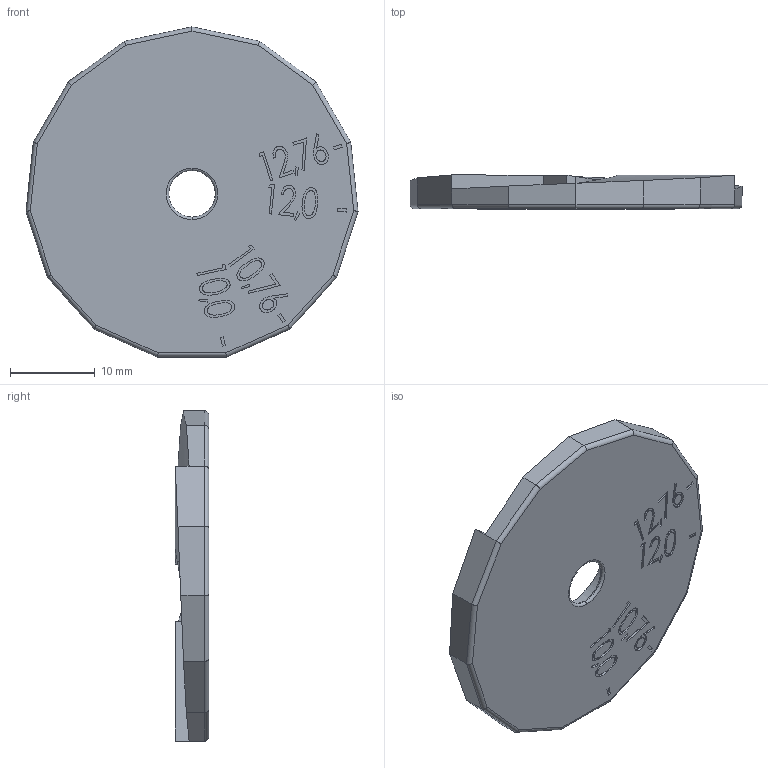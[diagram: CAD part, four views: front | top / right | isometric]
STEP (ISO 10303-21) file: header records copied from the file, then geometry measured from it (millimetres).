
FILE_DESCRIPTION (( 'STEP AP203' ), '1' );
FILE_NAME ('A19_25-F10_F13.STEP', '2019-08-15T07:21:15', ( '' ), ( '' ), 'SwSTEP 2.0', 'SolidWorks 2019', '' );
FILE_SCHEMA (( 'CONFIG_CONTROL_DESIGN' ));
Length unit declared in the file: millimetre
Products named in the file (1): A19_25-F10_F13
Bounding box: 39.28 x 3.98 x 39.07 mm (x, y, z)
Volume: 3524.8 mm3; surface area: 2880.6 mm2
Topology: 1 solids, 1 shells, 225 faces, 564 edges, 368 vertices
Faces by surface type: plane 133, bspline 69, cylinder 17, torus 4, cone 2
Entity records: 11286 total; most frequent: CARTESIAN_POINT 6369, ORIENTED_EDGE 1128, DIRECTION 723, EDGE_CURVE 564, LINE 385, VECTOR 385, VERTEX_POINT 368, EDGE_LOOP 254
